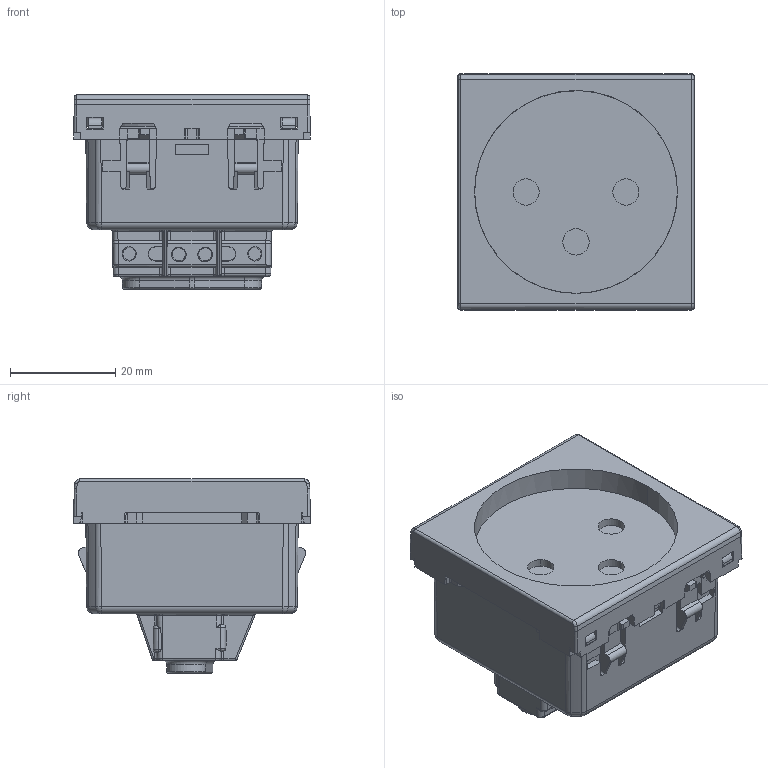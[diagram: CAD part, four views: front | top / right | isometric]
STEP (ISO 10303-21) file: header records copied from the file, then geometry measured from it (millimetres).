
FILE_DESCRIPTION(('CATIA V5 STEP Exchange','CAx-IF Rec.Pracs.--- Model Styling and Organization---1.5--- 2016-08-15','CAx-IF Rec.Pracs.---Supplemental Geometry---1.0---2011-11-01','CAx-IF Rec.Pracs.--- Composite Materials ---1.1---2010-07-15'),'2;1');
FILE_NAME('572124.stp','2024-07-19T13:38:26+00:00',('none'),('none'),'CATIA Version 5-6 Release 2020 SP3','CATIA V5 STEP AP214 v2','none');
FILE_SCHEMA(('AUTOMOTIVE_DESIGN { 1 0 10303 214 1 1 1 1 }'));
Length unit declared in the file: millimetre
Products named in the file (1): 572124 _AllCATPart
Bounding box: 45 x 45 x 36.94 mm (x, y, z)
Volume: 40237.5 mm3; surface area: 14944.8 mm2
Topology: 1 solids, 1 shells, 775 faces, 2140 edges, 1349 vertices
Faces by surface type: plane 390, cylinder 189, bspline 68, cone 55, torus 45, sphere 20, extrusion 8
Entity records: 27526 total; most frequent: CARTESIAN_POINT 10192, ORIENTED_EDGE 4250, DIRECTION 2495, EDGE_CURVE 2125, VERTEX_POINT 1349, VECTOR 1132, LINE 1124, AXIS2_PLACEMENT_3D 830
